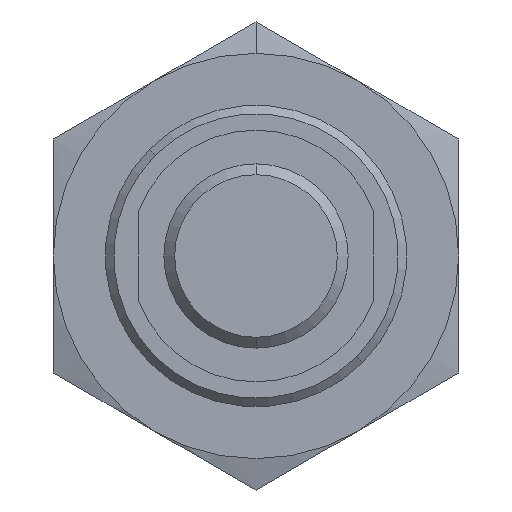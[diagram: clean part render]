
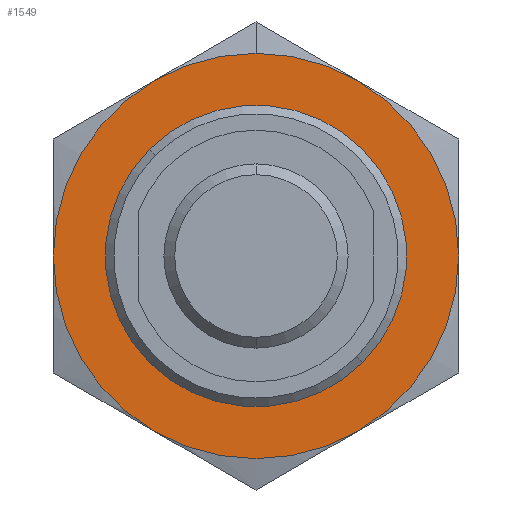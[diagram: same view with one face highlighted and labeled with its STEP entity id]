
A CAD part, front view. The second image highlights one B-rep face of the part: STEP entity #1549.
In plain terms, the highlighted planar face has unit normal (0, -1, 0).
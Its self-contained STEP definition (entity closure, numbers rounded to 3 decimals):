
#72 = EDGE_LOOP ( 'NONE', ( #526, #3091 ) ) ;
#159 = AXIS2_PLACEMENT_3D ( 'NONE', #3462, #2999, #5074 ) ;
#318 = CIRCLE ( 'NONE', #2210, 12. ) ;
#330 = ORIENTED_EDGE ( 'NONE', *, *, #1530, .T. ) ;
#461 = DIRECTION ( 'NONE',  ( 0., -1., 0. ) ) ;
#526 = ORIENTED_EDGE ( 'NONE', *, *, #1657, .T. ) ;
#543 = AXIS2_PLACEMENT_3D ( 'NONE', #4555, #3729, #1278 ) ;
#579 = CIRCLE ( 'NONE', #3714, 12. ) ;
#586 = DIRECTION ( 'NONE',  ( 0., 0., 1. ) ) ;
#737 = EDGE_CURVE ( 'Defeature ausgef�hrt2_52+Defeature ausgef�hrt2_43+Defeature ausgef�hrt2_42+Defeature ausgef�hrt2_44', #5292, #4266, #4961, .T. ) ;
#855 = AXIS2_PLACEMENT_3D ( 'NONE', #1508, #2698, #3527 ) ;
#984 = EDGE_LOOP ( 'NONE', ( #330, #5086, #3156, #2370, #2718, #2396, #1040 ) ) ;
#1025 = CARTESIAN_POINT ( 'NONE',  ( 6., 15.8, -10.392 ) ) ;
#1040 = ORIENTED_EDGE ( 'NONE', *, *, #737, .T. ) ;
#1087 = AXIS2_PLACEMENT_3D ( 'NONE', #2330, #3177, #3603 ) ;
#1214 = CARTESIAN_POINT ( 'NONE',  ( 0., 15.8, 0. ) ) ;
#1218 = VERTEX_POINT ( 'NONE', #1025 ) ;
#1250 = EDGE_CURVE ( 'Defeature ausgef�hrt2_40+Defeature ausgef�hrt2_52+Defeature ausgef�hrt2_49+Defeature ausgef�hrt2_50', #2512, #3266, #3063, .T. ) ;
#1278 = DIRECTION ( 'NONE',  ( 0., 0., -1. ) ) ;
#1420 = DIRECTION ( 'NONE',  ( 0., -1., 0. ) ) ;
#1508 = CARTESIAN_POINT ( 'NONE',  ( 0., 15.8, 0. ) ) ;
#1530 = EDGE_CURVE ( 'Defeature ausgef�hrt2_52+Defeature ausgef�hrt2_44+Defeature ausgef�hrt2_43+Defeature ausgef�hrt2_39', #4266, #1218, #5071, .T. ) ;
#1549 = ADVANCED_FACE ( 'Defeature ausgef�hrt2_52', ( #4673, #1669 ), #4196, .T. ) ;
#1657 = EDGE_CURVE ( 'Defeature ausgef�hrt2_52+Defeature ausgef�hrt2_13+Defeature ausgef�hrt2_13+Defeature ausgef�hrt2_13', #4732, #2240, #4862, .T. ) ;
#1669 = FACE_OUTER_BOUND ( 'NONE', #984, .T. ) ;
#1733 = EDGE_CURVE ( 'Defeature ausgef�hrt2_52+Defeature ausgef�hrt2_42+Defeature ausgef�hrt2_41+Defeature ausgef�hrt2_43', #4564, #5292, #318, .T. ) ;
#1796 = VERTEX_POINT ( 'NONE', #5132 ) ;
#1797 = CARTESIAN_POINT ( 'NONE',  ( 0., 15.8, 0. ) ) ;
#1806 = CARTESIAN_POINT ( 'NONE',  ( -6.311, 15.8, 6.311 ) ) ;
#1852 = EDGE_CURVE ( 'Defeature ausgef�hrt2_52+Defeature ausgef�hrt2_13+Defeature ausgef�hrt2_13+Defeature ausgef�hrt2_13', #2240, #4732, #3692, .T. ) ;
#1930 = AXIS2_PLACEMENT_3D ( 'NONE', #1214, #461, #4513 ) ;
#1934 = CARTESIAN_POINT ( 'NONE',  ( 12., 15.8, 0. ) ) ;
#2070 = AXIS2_PLACEMENT_3D ( 'NONE', #2866, #2170, #4519 ) ;
#2170 = DIRECTION ( 'NONE',  ( 0., -1., 0. ) ) ;
#2192 = DIRECTION ( 'NONE',  ( 0., -1., 0. ) ) ;
#2210 = AXIS2_PLACEMENT_3D ( 'NONE', #3531, #1420, #4340 ) ;
#2240 = VERTEX_POINT ( 'NONE', #1806 ) ;
#2330 = CARTESIAN_POINT ( 'NONE',  ( 0., 15.8, 0. ) ) ;
#2370 = ORIENTED_EDGE ( 'NONE', *, *, #4949, .T. ) ;
#2396 = ORIENTED_EDGE ( 'NONE', *, *, #1733, .T. ) ;
#2512 = VERTEX_POINT ( 'NONE', #4311 ) ;
#2583 = CIRCLE ( 'NONE', #2070, 12. ) ;
#2652 = DIRECTION ( 'NONE',  ( 0., 1., 0. ) ) ;
#2698 = DIRECTION ( 'NONE',  ( 0., -1., 0. ) ) ;
#2708 = AXIS2_PLACEMENT_3D ( 'NONE', #1797, #2652, #586 ) ;
#2718 = ORIENTED_EDGE ( 'NONE', *, *, #3321, .T. ) ;
#2737 = AXIS2_PLACEMENT_3D ( 'NONE', #3869, #2192, #3041 ) ;
#2866 = CARTESIAN_POINT ( 'NONE',  ( 0., 15.8, 0. ) ) ;
#2999 = DIRECTION ( 'NONE',  ( 0., 1., 0. ) ) ;
#3041 = DIRECTION ( 'NONE',  ( 0., 0., -1. ) ) ;
#3063 = CIRCLE ( 'NONE', #2708, 12. ) ;
#3091 = ORIENTED_EDGE ( 'NONE', *, *, #1852, .T. ) ;
#3156 = ORIENTED_EDGE ( 'NONE', *, *, #1250, .F. ) ;
#3177 = DIRECTION ( 'NONE',  ( 0., 1., 0. ) ) ;
#3249 = CARTESIAN_POINT ( 'NONE',  ( 0., 15.8, 0. ) ) ;
#3253 = EDGE_CURVE ( 'Defeature ausgef�hrt2_52+Defeature ausgef�hrt2_39+Defeature ausgef�hrt2_44+Defeature ausgef�hrt2_40', #1218, #3266, #5258, .T. ) ;
#3266 = VERTEX_POINT ( 'NONE', #1934 ) ;
#3283 = CARTESIAN_POINT ( 'NONE',  ( -12., 15.8, 0. ) ) ;
#3321 = EDGE_CURVE ( 'Defeature ausgef�hrt2_52+Defeature ausgef�hrt2_41+Defeature ausgef�hrt2_40+Defeature ausgef�hrt2_42', #1796, #4564, #579, .T. ) ;
#3462 = CARTESIAN_POINT ( 'NONE',  ( 0., 15.8, 0. ) ) ;
#3527 = DIRECTION ( 'NONE',  ( 0., 0., -1. ) ) ;
#3531 = CARTESIAN_POINT ( 'NONE',  ( 0., 15.8, 0. ) ) ;
#3603 = DIRECTION ( 'NONE',  ( 0., 0., -1. ) ) ;
#3692 = CIRCLE ( 'NONE', #1087, 8.925 ) ;
#3714 = AXIS2_PLACEMENT_3D ( 'NONE', #3249, #4859, #4893 ) ;
#3729 = DIRECTION ( 'NONE',  ( 0., -1., 0. ) ) ;
#3869 = CARTESIAN_POINT ( 'NONE',  ( 0., 15.8, 0. ) ) ;
#4196 = PLANE ( 'NONE',  #1930 ) ;
#4266 = VERTEX_POINT ( 'NONE', #4712 ) ;
#4311 = CARTESIAN_POINT ( 'NONE',  ( 6., 15.8, 10.392 ) ) ;
#4340 = DIRECTION ( 'NONE',  ( 0., 0., -1. ) ) ;
#4513 = DIRECTION ( 'NONE',  ( 0., 0., -1. ) ) ;
#4519 = DIRECTION ( 'NONE',  ( 0., 0., -1. ) ) ;
#4549 = CARTESIAN_POINT ( 'NONE',  ( -6., 15.8, 10.392 ) ) ;
#4555 = CARTESIAN_POINT ( 'NONE',  ( 0., 15.8, 0. ) ) ;
#4564 = VERTEX_POINT ( 'NONE', #4549 ) ;
#4673 = FACE_BOUND ( 'NONE', #72, .T. ) ;
#4712 = CARTESIAN_POINT ( 'NONE',  ( -6., 15.8, -10.392 ) ) ;
#4732 = VERTEX_POINT ( 'NONE', #4798 ) ;
#4798 = CARTESIAN_POINT ( 'NONE',  ( 6.311, 15.8, -6.311 ) ) ;
#4859 = DIRECTION ( 'NONE',  ( 0., -1., 0. ) ) ;
#4862 = CIRCLE ( 'NONE', #159, 8.925 ) ;
#4893 = DIRECTION ( 'NONE',  ( 0., 0., -1. ) ) ;
#4949 = EDGE_CURVE ( 'Defeature ausgef�hrt2_52+Defeature ausgef�hrt2_41+Defeature ausgef�hrt2_40+Defeature ausgef�hrt2_42', #2512, #1796, #2583, .T. ) ;
#4961 = CIRCLE ( 'NONE', #2737, 12. ) ;
#5071 = CIRCLE ( 'NONE', #543, 12. ) ;
#5074 = DIRECTION ( 'NONE',  ( 0., 0., -1. ) ) ;
#5086 = ORIENTED_EDGE ( 'NONE', *, *, #3253, .T. ) ;
#5132 = CARTESIAN_POINT ( 'NONE',  ( 0., 15.8, 12. ) ) ;
#5258 = CIRCLE ( 'NONE', #855, 12. ) ;
#5292 = VERTEX_POINT ( 'NONE', #3283 ) ;
